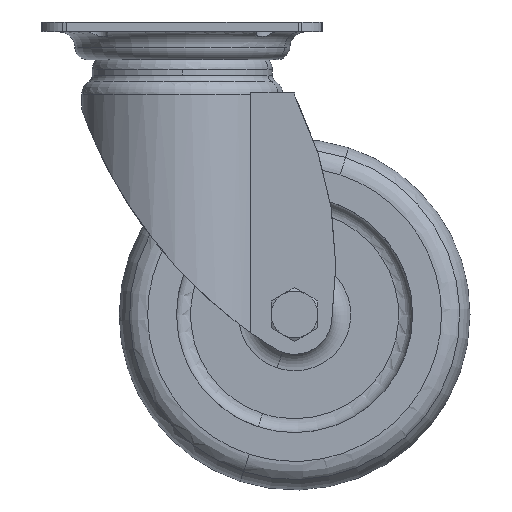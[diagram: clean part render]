
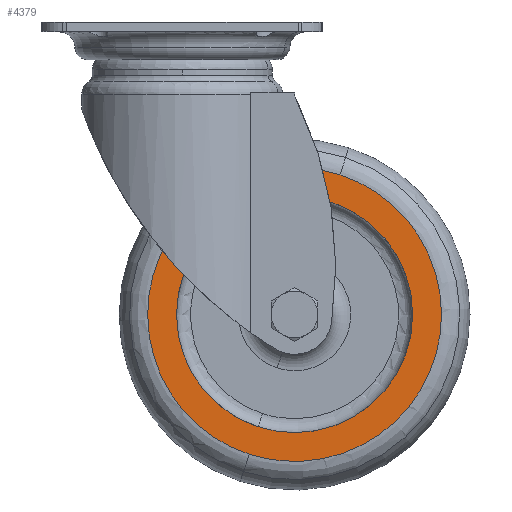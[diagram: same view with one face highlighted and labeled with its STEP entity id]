
A CAD part, top view. The second image highlights one B-rep face of the part: STEP entity #4379.
In plain terms, the highlighted planar face has unit normal (0, 0, 1).
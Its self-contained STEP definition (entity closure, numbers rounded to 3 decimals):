
#84 = B_SPLINE_CURVE_WITH_KNOTS ( 'NONE', 3,
 ( #292, #2652, #9347, #6789, #5287, #8469, #1855, #6086, #399, #9188, #2746, #3519, #7759, #10120, #5094, #9393, #2023, #1907, #7644, #3676, #1042, #5882, #1806, #4385, #1091, #5139, #4430, #8357, #3624, #7541, #8407, #6032, #5930, #4275 ),
 .UNSPECIFIED., .F., .F.,
 ( 4, 2, 2, 2, 2, 2, 2, 2, 2, 2, 2, 2, 2, 2, 2, 2, 4 ),
 ( 0., 0.196, 0.393, 0.589, 0.785, 0.982, 1.178, 1.374, 1.571, 1.767, 1.963, 2.16, 2.356, 2.553, 2.749, 2.945, 3.142 ),
 .UNSPECIFIED. ) ;
#230 = CARTESIAN_POINT ( 'NONE',  ( 35.66, -33.267, 12.5 ) ) ;
#247 = DIRECTION ( 'NONE',  ( 0., 0., -1. ) ) ;
#292 = CARTESIAN_POINT ( 'NONE',  ( 14.295, -92.369, 12.5 ) ) ;
#317 = CARTESIAN_POINT ( 'NONE',  ( 45.959, -39.954, 12.5 ) ) ;
#339 = AXIS2_PLACEMENT_3D ( 'NONE', #9237, #247, #8249 ) ;
#359 = VERTEX_POINT ( 'NONE', #5049 ) ;
#399 = CARTESIAN_POINT ( 'NONE',  ( -3.049, -78.589, 12.5 ) ) ;
#448 = DIRECTION ( 'NONE',  ( 1., 0., 0. ) ) ;
#565 = EDGE_CURVE ( 'NONE', #1539, #359, #8295, .T. ) ;
#1018 = B_SPLINE_CURVE_WITH_KNOTS ( 'NONE', 3,
 ( #9272, #230, #1078, #1841, #1792, #317, #5078, #8392, #3505, #3609, #10103, #2790, #2681, #6070, #5964, #1893, #5178, #8450, #4372, #1954, #9380, #6108, #9265, #6857, #10194, #1990, #3542, #6918, #4361, #6771, #6807, #3494, #7621, #5259 ),
 .UNSPECIFIED., .F., .F.,
 ( 4, 2, 2, 2, 2, 2, 2, 2, 2, 2, 2, 2, 2, 2, 2, 2, 4 ),
 ( 0., 0.196, 0.393, 0.589, 0.785, 0.982, 1.178, 1.374, 1.571, 1.767, 1.963, 2.16, 2.356, 2.553, 2.749, 2.945, 3.142 ),
 .UNSPECIFIED. ) ;
#1042 = CARTESIAN_POINT ( 'NONE',  ( -1.216, -43.667, 12.5 ) ) ;
#1078 = CARTESIAN_POINT ( 'NONE',  ( 37.552, -34.094, 12.5 ) ) ;
#1091 = CARTESIAN_POINT ( 'NONE',  ( 7.911, -35.451, 12.5 ) ) ;
#1419 = CARTESIAN_POINT ( 'NONE',  ( 24., -31.094, 12.5 ) ) ;
#1539 = VERTEX_POINT ( 'NONE', #4500 ) ;
#1792 = CARTESIAN_POINT ( 'NONE',  ( 42.833, -37.284, 12.5 ) ) ;
#1806 = CARTESIAN_POINT ( 'NONE',  ( 2.943, -39.109, 12.5 ) ) ;
#1841 = CARTESIAN_POINT ( 'NONE',  ( 41.139, -36.103, 12.5 ) ) ;
#1855 = CARTESIAN_POINT ( 'NONE',  ( 0.609, -83.557, 12.5 ) ) ;
#1893 = CARTESIAN_POINT ( 'NONE',  ( 54.946, -68.233, 12.5 ) ) ;
#1907 = CARTESIAN_POINT ( 'NONE',  ( -5.233, -50.84, 12.5 ) ) ;
#1954 = CARTESIAN_POINT ( 'NONE',  ( 50.397, -79.639, 12.5 ) ) ;
#1990 = CARTESIAN_POINT ( 'NONE',  ( 36.426, -91.416, 12.5 ) ) ;
#2023 = CARTESIAN_POINT ( 'NONE',  ( -6.504, -54.75, 12.5 ) ) ;
#2025 = FACE_BOUND ( 'NONE', #5762, .T. ) ;
#2652 = CARTESIAN_POINT ( 'NONE',  ( 12.34, -91.733, 12.5 ) ) ;
#2681 = CARTESIAN_POINT ( 'NONE',  ( 55.148, -57.987, 12.5 ) ) ;
#2746 = CARTESIAN_POINT ( 'NONE',  ( -5.669, -73.003, 12.5 ) ) ;
#2790 = CARTESIAN_POINT ( 'NONE',  ( 54.784, -55.954, 12.5 ) ) ;
#2806 = PLANE ( 'NONE',  #8916 ) ;
#2836 = ORIENTED_EDGE ( 'NONE', *, *, #565, .T. ) ;
#2897 = CARTESIAN_POINT ( 'NONE',  ( 14.295, -92.369, 12.5 ) ) ;
#3494 = CARTESIAN_POINT ( 'NONE',  ( 18.267, -93.446, 12.5 ) ) ;
#3505 = CARTESIAN_POINT ( 'NONE',  ( 51.049, -46.411, 12.5 ) ) ;
#3519 = CARTESIAN_POINT ( 'NONE',  ( -6.784, -69.046, 12.5 ) ) ;
#3542 = CARTESIAN_POINT ( 'NONE',  ( 34.503, -92.169, 12.5 ) ) ;
#3609 = CARTESIAN_POINT ( 'NONE',  ( 52.916, -50.074, 12.5 ) ) ;
#3624 = CARTESIAN_POINT ( 'NONE',  ( 19.487, -31.352, 12.5 ) ) ;
#3676 = CARTESIAN_POINT ( 'NONE',  ( -2.397, -45.361, 12.5 ) ) ;
#4275 = CARTESIAN_POINT ( 'NONE',  ( 33.705, -32.631, 12.5 ) ) ;
#4361 = CARTESIAN_POINT ( 'NONE',  ( 28.513, -93.648, 12.5 ) ) ;
#4372 = CARTESIAN_POINT ( 'NONE',  ( 52.406, -76.052, 12.5 ) ) ;
#4379 = ADVANCED_FACE ( 'NONE', ( #2025, #7926 ), #2806, .T. ) ;
#4385 = CARTESIAN_POINT ( 'NONE',  ( 6.171, -36.564, 12.5 ) ) ;
#4430 = CARTESIAN_POINT ( 'NONE',  ( 13.497, -32.831, 12.5 ) ) ;
#4500 = CARTESIAN_POINT ( 'NONE',  ( -1.25, -62.5, 12.5 ) ) ;
#4706 = VERTEX_POINT ( 'NONE', #2897 ) ;
#5049 = CARTESIAN_POINT ( 'NONE',  ( 49.25, -62.5, 12.5 ) ) ;
#5078 = CARTESIAN_POINT ( 'NONE',  ( 47.391, -41.443, 12.5 ) ) ;
#5085 = CARTESIAN_POINT ( 'NONE',  ( 24., -62.5, 12.5 ) ) ;
#5094 = CARTESIAN_POINT ( 'NONE',  ( -7.43, -60.85, 12.5 ) ) ;
#5139 = CARTESIAN_POINT ( 'NONE',  ( 11.574, -33.584, 12.5 ) ) ;
#5178 = CARTESIAN_POINT ( 'NONE',  ( 54.504, -70.25, 12.5 ) ) ;
#5259 = CARTESIAN_POINT ( 'NONE',  ( 14.295, -92.369, 12.5 ) ) ;
#5287 = CARTESIAN_POINT ( 'NONE',  ( 5.167, -87.716, 12.5 ) ) ;
#5762 = EDGE_LOOP ( 'NONE', ( #2836, #7756 ) ) ;
#5835 = CIRCLE ( 'NONE', #339, 25.25 ) ;
#5873 = DIRECTION ( 'NONE',  ( -1., 0., 0. ) ) ;
#5882 = CARTESIAN_POINT ( 'NONE',  ( 1.454, -40.541, 12.5 ) ) ;
#5930 = CARTESIAN_POINT ( 'NONE',  ( 31.75, -31.996, 12.5 ) ) ;
#5964 = CARTESIAN_POINT ( 'NONE',  ( 55.43, -64.15, 12.5 ) ) ;
#6032 = CARTESIAN_POINT ( 'NONE',  ( 29.733, -31.554, 12.5 ) ) ;
#6070 = CARTESIAN_POINT ( 'NONE',  ( 55.47, -62.085, 12.5 ) ) ;
#6086 = CARTESIAN_POINT ( 'NONE',  ( -1.936, -80.329, 12.5 ) ) ;
#6089 = DIRECTION ( 'NONE',  ( 0., 0., 1. ) ) ;
#6108 = CARTESIAN_POINT ( 'NONE',  ( 46.546, -84.459, 12.5 ) ) ;
#6771 = CARTESIAN_POINT ( 'NONE',  ( 24.415, -93.97, 12.5 ) ) ;
#6789 = CARTESIAN_POINT ( 'NONE',  ( 6.861, -88.897, 12.5 ) ) ;
#6807 = CARTESIAN_POINT ( 'NONE',  ( 22.35, -93.93, 12.5 ) ) ;
#6857 = CARTESIAN_POINT ( 'NONE',  ( 41.829, -88.436, 12.5 ) ) ;
#6918 = CARTESIAN_POINT ( 'NONE',  ( 30.546, -93.284, 12.5 ) ) ;
#7036 = EDGE_LOOP ( 'NONE', ( #8514, #10314 ) ) ;
#7166 = VERTEX_POINT ( 'NONE', #9607 ) ;
#7266 = AXIS2_PLACEMENT_3D ( 'NONE', #5085, #10008, #5873 ) ;
#7541 = CARTESIAN_POINT ( 'NONE',  ( 23.585, -31.03, 12.5 ) ) ;
#7621 = CARTESIAN_POINT ( 'NONE',  ( 16.25, -93.004, 12.5 ) ) ;
#7644 = CARTESIAN_POINT ( 'NONE',  ( -4.406, -48.948, 12.5 ) ) ;
#7756 = ORIENTED_EDGE ( 'NONE', *, *, #7847, .T. ) ;
#7759 = CARTESIAN_POINT ( 'NONE',  ( -7.148, -67.013, 12.5 ) ) ;
#7847 = EDGE_CURVE ( 'NONE', #359, #1539, #5835, .T. ) ;
#7926 = FACE_OUTER_BOUND ( 'NONE', #7036, .T. ) ;
#8040 = EDGE_CURVE ( 'NONE', #7166, #4706, #1018, .T. ) ;
#8249 = DIRECTION ( 'NONE',  ( -1., 0., 0. ) ) ;
#8295 = CIRCLE ( 'NONE', #7266, 25.25 ) ;
#8357 = CARTESIAN_POINT ( 'NONE',  ( 17.454, -31.716, 12.5 ) ) ;
#8392 = CARTESIAN_POINT ( 'NONE',  ( 49.936, -44.671, 12.5 ) ) ;
#8407 = CARTESIAN_POINT ( 'NONE',  ( 25.65, -31.07, 12.5 ) ) ;
#8450 = CARTESIAN_POINT ( 'NONE',  ( 53.233, -74.16, 12.5 ) ) ;
#8469 = CARTESIAN_POINT ( 'NONE',  ( 2.041, -85.046, 12.5 ) ) ;
#8514 = ORIENTED_EDGE ( 'NONE', *, *, #9992, .F. ) ;
#8916 = AXIS2_PLACEMENT_3D ( 'NONE', #1419, #6089, #448 ) ;
#9188 = CARTESIAN_POINT ( 'NONE',  ( -4.916, -74.926, 12.5 ) ) ;
#9237 = CARTESIAN_POINT ( 'NONE',  ( 24., -62.5, 12.5 ) ) ;
#9265 = CARTESIAN_POINT ( 'NONE',  ( 45.057, -85.891, 12.5 ) ) ;
#9272 = CARTESIAN_POINT ( 'NONE',  ( 33.705, -32.631, 12.5 ) ) ;
#9347 = CARTESIAN_POINT ( 'NONE',  ( 10.448, -90.906, 12.5 ) ) ;
#9380 = CARTESIAN_POINT ( 'NONE',  ( 49.216, -81.333, 12.5 ) ) ;
#9393 = CARTESIAN_POINT ( 'NONE',  ( -6.946, -56.767, 12.5 ) ) ;
#9607 = CARTESIAN_POINT ( 'NONE',  ( 33.705, -32.631, 12.5 ) ) ;
#9992 = EDGE_CURVE ( 'NONE', #4706, #7166, #84, .T. ) ;
#10008 = DIRECTION ( 'NONE',  ( 0., 0., -1. ) ) ;
#10103 = CARTESIAN_POINT ( 'NONE',  ( 53.669, -51.997, 12.5 ) ) ;
#10120 = CARTESIAN_POINT ( 'NONE',  ( -7.47, -62.915, 12.5 ) ) ;
#10194 = CARTESIAN_POINT ( 'NONE',  ( 40.089, -89.549, 12.5 ) ) ;
#10314 = ORIENTED_EDGE ( 'NONE', *, *, #8040, .F. ) ;
